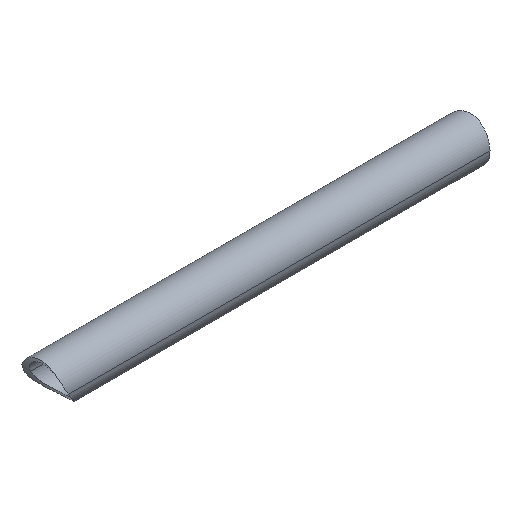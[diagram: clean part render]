
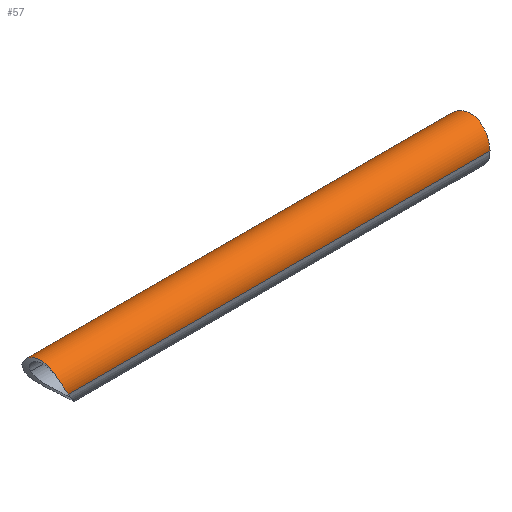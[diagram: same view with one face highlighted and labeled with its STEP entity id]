
A CAD part, isometric view. The second image highlights one B-rep face of the part: STEP entity #57.
In plain terms, the highlighted cylindrical face has radius 7.5 mm (diameter 15 mm), a partial arc.
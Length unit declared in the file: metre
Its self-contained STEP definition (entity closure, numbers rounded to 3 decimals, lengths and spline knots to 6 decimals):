
#57=ADVANCED_FACE('0:34',(#125),#126,.T.);
#69=EDGE_CURVE('',#145,#146,#147,.F.);
#79=EDGE_CURVE('0:328',#162,#158,#163,.F.);
#81=EDGE_CURVE('',#159,#162,#165,.F.);
#85=EDGE_CURVE('0:353',#146,#155,#169,.F.);
#125=FACE_OUTER_BOUND('',#199,.T.);
#126=CYLINDRICAL_SURFACE('',#200,0.0075);
#145=VERTEX_POINT('',#307);
#146=VERTEX_POINT('',#308);
#147=B_SPLINE_CURVE_WITH_KNOTS('',3,(#309,#310,#311,#312),.UNSPECIFIED.,.F.,.F.,(4,4),(-67.290132,-66.368805),.UNSPECIFIED.);
#155=VERTEX_POINT('',#349);
#158=VERTEX_POINT('',#356);
#159=VERTEX_POINT('',#357);
#162=VERTEX_POINT('',#400);
#163=B_SPLINE_CURVE_WITH_KNOTS('',3,(#401,#402,#403,#404,#405,#406,#407,#408,#409,#410,#411,#412,#413,#414,#415,#416,#417,#418,#419,#420,#421,#422,#423,#424,#425),.UNSPECIFIED.,.F.,.F.,(4,3,3,3,3,3,3,3,4),(0.076411,0.078559,0.080765,0.08207,0.082978,0.085166,0.086852,0.087947,0.089469),.UNSPECIFIED.);
#165=B_SPLINE_CURVE_WITH_KNOTS('',3,(#428,#429,#430,#431,#432,#433,#434,#435,#436,#437,#438,#439,#440,#441,#442,#443,#444,#445,#446,#447,#448,#449),.UNSPECIFIED.,.F.,.F.,(4,3,3,3,3,3,3,4),(0.039945,0.04213,0.043115,0.044022,0.046218,0.048187,0.049369,0.050156),.UNSPECIFIED.);
#169=B_SPLINE_CURVE_WITH_KNOTS('',5,(#497,#498,#499,#500,#501,#502,#503,#504,#505,#506,#507,#508,#509,#510,#511,#512,#513,#514,#515,#516,#517,#518,#519,#520),.UNSPECIFIED.,.F.,.F.,(6,3,3,3,3,3,3,6),(-32.722426,-28.404818,-22.548186,-18.819048,-14.565577,-9.5427,-4.392177,-0.0),.UNSPECIFIED.);
#199=EDGE_LOOP('',(#606,#607,#608,#609,#610,#611));
#200=AXIS2_PLACEMENT_3D('',#612,#613,#614);
#307=CARTESIAN_POINT('',(0.161606,-0.0075,0.));
#308=CARTESIAN_POINT('',(0.161593,-0.007472,0.000651));
#309=CARTESIAN_POINT('',(0.161593,-0.007472,0.000651));
#310=CARTESIAN_POINT('',(0.161596,-0.007491,0.000434));
#311=CARTESIAN_POINT('',(0.1616,-0.0075,0.000217));
#312=CARTESIAN_POINT('',(0.161606,-0.0075,0.));
#349=CARTESIAN_POINT('',(0.159888,0.0075,0.));
#356=CARTESIAN_POINT('',(0.014559,0.0075,0.));
#357=CARTESIAN_POINT('',(0.015172,-0.0075,0.));
#400=CARTESIAN_POINT('',(0.01299,-0.001565,0.007335));
#401=CARTESIAN_POINT('',(0.014559,0.0075,0.));
#402=CARTESIAN_POINT('',(0.01423,0.0075,0.000654));
#403=CARTESIAN_POINT('',(0.01394,0.007412,0.001353));
#404=CARTESIAN_POINT('',(0.013716,0.007216,0.002043));
#405=CARTESIAN_POINT('',(0.013486,0.007016,0.002752));
#406=CARTESIAN_POINT('',(0.013324,0.006701,0.003451));
#407=CARTESIAN_POINT('',(0.013218,0.006291,0.004084));
#408=CARTESIAN_POINT('',(0.013155,0.006048,0.004458));
#409=CARTESIAN_POINT('',(0.01311,0.005773,0.004808));
#410=CARTESIAN_POINT('',(0.013079,0.005476,0.005125));
#411=CARTESIAN_POINT('',(0.013057,0.005269,0.005346));
#412=CARTESIAN_POINT('',(0.01304,0.005046,0.005557));
#413=CARTESIAN_POINT('',(0.013027,0.004806,0.005758));
#414=CARTESIAN_POINT('',(0.012997,0.004225,0.006242));
#415=CARTESIAN_POINT('',(0.012991,0.003548,0.006653));
#416=CARTESIAN_POINT('',(0.012991,0.002829,0.006946));
#417=CARTESIAN_POINT('',(0.01299,0.002275,0.007172));
#418=CARTESIAN_POINT('',(0.012992,0.001696,0.007329));
#419=CARTESIAN_POINT('',(0.012993,0.001125,0.007415));
#420=CARTESIAN_POINT('',(0.012993,0.000754,0.007471));
#421=CARTESIAN_POINT('',(0.012993,0.000393,0.007499));
#422=CARTESIAN_POINT('',(0.012993,0.000019,0.0075));
#423=CARTESIAN_POINT('',(0.012992,-0.000501,0.007501));
#424=CARTESIAN_POINT('',(0.01299,-0.001038,0.007447));
#425=CARTESIAN_POINT('',(0.01299,-0.001565,0.007335));
#428=CARTESIAN_POINT('',(0.01299,-0.001565,0.007335));
#429=CARTESIAN_POINT('',(0.01299,-0.002322,0.007173));
#430=CARTESIAN_POINT('',(0.012994,-0.003061,0.006889));
#431=CARTESIAN_POINT('',(0.01302,-0.00372,0.006512));
#432=CARTESIAN_POINT('',(0.013031,-0.004018,0.006342));
#433=CARTESIAN_POINT('',(0.013047,-0.004299,0.006154));
#434=CARTESIAN_POINT('',(0.013069,-0.00456,0.005954));
#435=CARTESIAN_POINT('',(0.01309,-0.0048,0.00577));
#436=CARTESIAN_POINT('',(0.013116,-0.005031,0.005571));
#437=CARTESIAN_POINT('',(0.01315,-0.00525,0.005356));
#438=CARTESIAN_POINT('',(0.013232,-0.005783,0.004834));
#439=CARTESIAN_POINT('',(0.013362,-0.006244,0.004221));
#440=CARTESIAN_POINT('',(0.013559,-0.006597,0.003568));
#441=CARTESIAN_POINT('',(0.013736,-0.006913,0.002983));
#442=CARTESIAN_POINT('',(0.013967,-0.007144,0.002366));
#443=CARTESIAN_POINT('',(0.014242,-0.007291,0.001759));
#444=CARTESIAN_POINT('',(0.014408,-0.007379,0.001395));
#445=CARTESIAN_POINT('',(0.014589,-0.007436,0.001035));
#446=CARTESIAN_POINT('',(0.014778,-0.007468,0.000688));
#447=CARTESIAN_POINT('',(0.014903,-0.00749,0.000457));
#448=CARTESIAN_POINT('',(0.015034,-0.0075,0.00023));
#449=CARTESIAN_POINT('',(0.015172,-0.0075,0.));
#497=CARTESIAN_POINT('',(0.159888,0.0075,0.));
#498=CARTESIAN_POINT('',(0.159924,0.0075,0.00061));
#499=CARTESIAN_POINT('',(0.159985,0.007438,0.001218));
#500=CARTESIAN_POINT('',(0.160071,0.007315,0.001814));
#501=CARTESIAN_POINT('',(0.160319,0.006888,0.003174));
#502=CARTESIAN_POINT('',(0.160648,0.006163,0.004388));
#503=CARTESIAN_POINT('',(0.160852,0.005656,0.005024));
#504=CARTESIAN_POINT('',(0.161187,0.004699,0.005941));
#505=CARTESIAN_POINT('',(0.161488,0.003564,0.006629));
#506=CARTESIAN_POINT('',(0.161597,0.003099,0.006859));
#507=CARTESIAN_POINT('',(0.161806,0.002062,0.007265));
#508=CARTESIAN_POINT('',(0.161955,0.000957,0.007475));
#509=CARTESIAN_POINT('',(0.162015,0.000356,0.007528));
#510=CARTESIAN_POINT('',(0.162099,-0.00096,0.007511));
#511=CARTESIAN_POINT('',(0.162093,-0.002247,0.007209));
#512=CARTESIAN_POINT('',(0.162066,-0.00292,0.006963));
#513=CARTESIAN_POINT('',(0.161978,-0.004211,0.00631));
#514=CARTESIAN_POINT('',(0.161853,-0.005309,0.005372));
#515=CARTESIAN_POINT('',(0.161789,-0.005805,0.004833));
#516=CARTESIAN_POINT('',(0.161681,-0.006594,0.003731));
#517=CARTESIAN_POINT('',(0.161613,-0.007119,0.002481));
#518=CARTESIAN_POINT('',(0.161594,-0.0073,0.001883));
#519=CARTESIAN_POINT('',(0.161587,-0.007418,0.001269));
#520=CARTESIAN_POINT('',(0.161593,-0.007472,0.000651));
#606=ORIENTED_EDGE('',*,*,#643,.T.);
#607=ORIENTED_EDGE('',*,*,#79,.F.);
#608=ORIENTED_EDGE('',*,*,#81,.F.);
#609=ORIENTED_EDGE('',*,*,#644,.T.);
#610=ORIENTED_EDGE('',*,*,#69,.T.);
#611=ORIENTED_EDGE('',*,*,#85,.T.);
#612=CARTESIAN_POINT('',(0.085,0.0,0.0));
#613=DIRECTION('',(1.0,0.0,0.0));
#614=DIRECTION('',(0.0,1.0,0.0));
#643=EDGE_CURVE('',#155,#158,#658,.T.);
#644=EDGE_CURVE('',#159,#145,#659,.T.);
#658=LINE('',#677,#678);
#659=LINE('',#679,#680);
#677=CARTESIAN_POINT('',(0.085,0.0075,0.));
#678=VECTOR('',#691,1.0);
#679=CARTESIAN_POINT('',(0.085,-0.0075,0.));
#680=VECTOR('',#692,1.0);
#691=DIRECTION('',(-1.0,-0.0,-0.0));
#692=DIRECTION('',(1.0,0.0,0.0));
